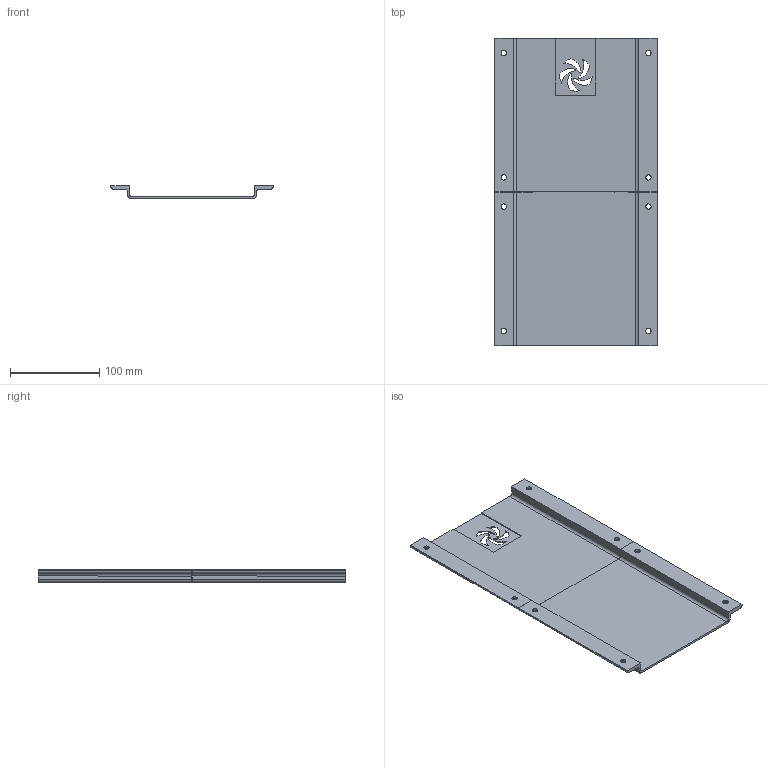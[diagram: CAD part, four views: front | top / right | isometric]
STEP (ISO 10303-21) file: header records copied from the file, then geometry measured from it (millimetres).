
FILE_DESCRIPTION(/* description */ (''),/* implementation_level */ '2;1');
FILE_NAME(/* name */ 'Step''s/1-Squire CBA bottom cover v12.step',/* time_stamp */ '2019-10-20T16:59:58-04:00',/* author */ (''),/* organization */ (''),/* preprocessor_version */ 'ST-DEVELOPER v18',/* originating_system */ 'Autodesk Translation Framework v8.6.0.1094',/* authorisation */ '');
FILE_SCHEMA (('AUTOMOTIVE_DESIGN { 1 0 10303 214 3 1 1 }'));
Length unit declared in the file: millimetre
Products named in the file (3): 1-Squire CBA bottom cover; 1-CBA bottom Cover V3 - part 1of3 v1 v2; 1-CBA bottom Cover V3 - part 1of3 v1 v2 (1)
Assembly tree (2 placements, depth 2):
  1-Squire CBA bottom cover
    1-CBA bottom Cover V3 - part 1of3 v1 v2
    1-CBA bottom Cover V3 - part 1of3 v1 v2 (1)
Bounding box: 181.8 x 343.8 x 14 mm (x, y, z)
Volume: 162369.7 mm3; surface area: 140971.6 mm2
Topology: 2 solids, 2 shells, 98 faces, 262 edges, 176 vertices
Faces by surface type: cylinder 52, plane 46
Full cylindrical faces by diameter (mm): 6 x8, 10 x8
Entity records: 3250 total; most frequent: DIRECTION 576, CARTESIAN_POINT 541, ORIENTED_EDGE 524, EDGE_CURVE 262, AXIS2_PLACEMENT_3D 211, VERTEX_POINT 176, LINE 154, VECTOR 154
